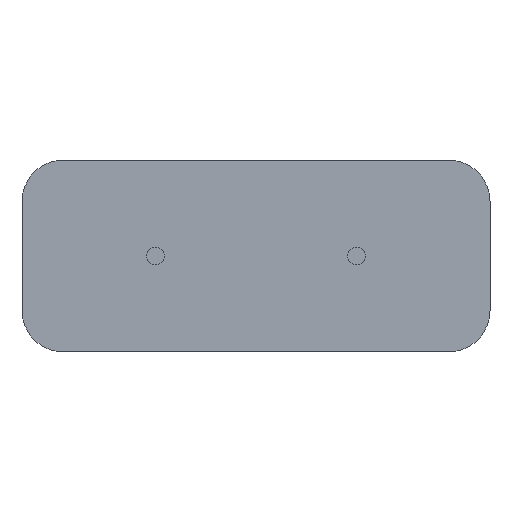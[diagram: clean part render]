
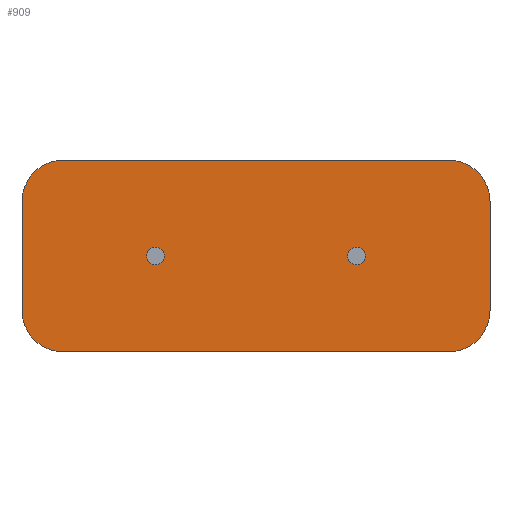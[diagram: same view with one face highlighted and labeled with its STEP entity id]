
A CAD part, front view. The second image highlights one B-rep face of the part: STEP entity #909.
In plain terms, the highlighted planar face has unit normal (0, -1, 0).
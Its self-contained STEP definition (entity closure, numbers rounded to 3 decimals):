
#4 = CARTESIAN_POINT ( 'NONE',  ( -2.44, 0., 0. ) ) ;
#19 = CARTESIAN_POINT ( 'NONE',  ( 0., 0., 0. ) ) ;
#23 = CIRCLE ( 'NONE', #822, 0.215 ) ;
#42 = VERTEX_POINT ( 'NONE', #918 ) ;
#49 = VECTOR ( 'NONE', #713, 1000. ) ;
#56 = EDGE_CURVE ( 'NONE', #939, #609, #23, .T. ) ;
#92 = CARTESIAN_POINT ( 'NONE',  ( -5.675, 0., 2.325 ) ) ;
#101 = FACE_BOUND ( 'NONE', #1109, .T. ) ;
#109 = CIRCLE ( 'NONE', #548, 0.215 ) ;
#124 = CIRCLE ( 'NONE', #227, 1. ) ;
#137 = EDGE_LOOP ( 'NONE', ( #679, #360, #237, #353, #412, #761, #626, #356 ) ) ;
#156 = VERTEX_POINT ( 'NONE', #438 ) ;
#161 = DIRECTION ( 'NONE',  ( 0., -1., 0. ) ) ;
#166 = AXIS2_PLACEMENT_3D ( 'NONE', #4, #881, #974 ) ;
#173 = DIRECTION ( 'NONE',  ( 0., 0., -1. ) ) ;
#177 = LINE ( 'NONE', #92, #1118 ) ;
#216 = DIRECTION ( 'NONE',  ( 0., -1., 0. ) ) ;
#227 = AXIS2_PLACEMENT_3D ( 'NONE', #348, #254, #1104 ) ;
#237 = ORIENTED_EDGE ( 'NONE', *, *, #398, .F. ) ;
#254 = DIRECTION ( 'NONE',  ( 0., -1., 0. ) ) ;
#276 = CARTESIAN_POINT ( 'NONE',  ( 5.675, 0., -1.325 ) ) ;
#296 = DIRECTION ( 'NONE',  ( 0., -1., 0. ) ) ;
#307 = LINE ( 'NONE', #468, #635 ) ;
#336 = CIRCLE ( 'NONE', #980, 1. ) ;
#340 = CIRCLE ( 'NONE', #766, 1. ) ;
#348 = CARTESIAN_POINT ( 'NONE',  ( 4.675, 0., 1.325 ) ) ;
#350 = VERTEX_POINT ( 'NONE', #1068 ) ;
#352 = CARTESIAN_POINT ( 'NONE',  ( -5.675, 0., 1.325 ) ) ;
#353 = ORIENTED_EDGE ( 'NONE', *, *, #968, .T. ) ;
#354 = DIRECTION ( 'NONE',  ( 0., 0., -1. ) ) ;
#356 = ORIENTED_EDGE ( 'NONE', *, *, #793, .T. ) ;
#360 = ORIENTED_EDGE ( 'NONE', *, *, #1050, .T. ) ;
#365 = DIRECTION ( 'NONE',  ( 1., 0., 0. ) ) ;
#377 = VECTOR ( 'NONE', #629, 1000. ) ;
#379 = EDGE_CURVE ( 'NONE', #695, #625, #340, .T. ) ;
#380 = EDGE_CURVE ( 'NONE', #612, #421, #524, .T. ) ;
#384 = FACE_BOUND ( 'NONE', #879, .T. ) ;
#398 = EDGE_CURVE ( 'NONE', #350, #587, #307, .T. ) ;
#412 = ORIENTED_EDGE ( 'NONE', *, *, #796, .F. ) ;
#416 = DIRECTION ( 'NONE',  ( 0., 0., -1. ) ) ;
#421 = VERTEX_POINT ( 'NONE', #654 ) ;
#438 = CARTESIAN_POINT ( 'NONE',  ( -2.44, 0., 0.215 ) ) ;
#444 = CARTESIAN_POINT ( 'NONE',  ( 4.675, 0., -2.325 ) ) ;
#446 = DIRECTION ( 'NONE',  ( 0., 0., -1. ) ) ;
#468 = CARTESIAN_POINT ( 'NONE',  ( 5.675, 0., 2.325 ) ) ;
#486 = DIRECTION ( 'NONE',  ( 0., 0., -1. ) ) ;
#487 = AXIS2_PLACEMENT_3D ( 'NONE', #854, #583, #416 ) ;
#513 = CARTESIAN_POINT ( 'NONE',  ( -4.675, 0., -1.325 ) ) ;
#524 = LINE ( 'NONE', #1137, #49 ) ;
#548 = AXIS2_PLACEMENT_3D ( 'NONE', #603, #161, #354 ) ;
#571 = EDGE_CURVE ( 'NONE', #1098, #156, #729, .T. ) ;
#579 = ORIENTED_EDGE ( 'NONE', *, *, #56, .F. ) ;
#581 = CARTESIAN_POINT ( 'NONE',  ( 4.675, 0., -1.325 ) ) ;
#583 = DIRECTION ( 'NONE',  ( 0., -1., 0. ) ) ;
#587 = VERTEX_POINT ( 'NONE', #276 ) ;
#603 = CARTESIAN_POINT ( 'NONE',  ( 2.44, 0., 0. ) ) ;
#609 = VERTEX_POINT ( 'NONE', #1144 ) ;
#611 = CARTESIAN_POINT ( 'NONE',  ( 2.44, 0., -0.215 ) ) ;
#612 = VERTEX_POINT ( 'NONE', #444 ) ;
#622 = EDGE_CURVE ( 'NONE', #42, #625, #1046, .T. ) ;
#625 = VERTEX_POINT ( 'NONE', #352 ) ;
#626 = ORIENTED_EDGE ( 'NONE', *, *, #622, .F. ) ;
#629 = DIRECTION ( 'NONE',  ( 0., 0., 1. ) ) ;
#635 = VECTOR ( 'NONE', #486, 1000. ) ;
#641 = CARTESIAN_POINT ( 'NONE',  ( -4.675, 0., 1.325 ) ) ;
#654 = CARTESIAN_POINT ( 'NONE',  ( -4.675, 0., -2.325 ) ) ;
#679 = ORIENTED_EDGE ( 'NONE', *, *, #380, .F. ) ;
#695 = VERTEX_POINT ( 'NONE', #997 ) ;
#713 = DIRECTION ( 'NONE',  ( -1., 0., 0. ) ) ;
#727 = DIRECTION ( 'NONE',  ( 0., -1., 0. ) ) ;
#728 = CIRCLE ( 'NONE', #875, 1. ) ;
#729 = CIRCLE ( 'NONE', #166, 0.215 ) ;
#740 = EDGE_CURVE ( 'NONE', #156, #1098, #1065, .T. ) ;
#761 = ORIENTED_EDGE ( 'NONE', *, *, #379, .T. ) ;
#766 = AXIS2_PLACEMENT_3D ( 'NONE', #641, #727, #446 ) ;
#791 = CARTESIAN_POINT ( 'NONE',  ( 4.675, 0., 2.325 ) ) ;
#793 = EDGE_CURVE ( 'NONE', #42, #421, #336, .T. ) ;
#796 = EDGE_CURVE ( 'NONE', #695, #882, #177, .T. ) ;
#822 = AXIS2_PLACEMENT_3D ( 'NONE', #1073, #216, #923 ) ;
#854 = CARTESIAN_POINT ( 'NONE',  ( -2.44, 0., 0. ) ) ;
#875 = AXIS2_PLACEMENT_3D ( 'NONE', #581, #1090, #933 ) ;
#879 = EDGE_LOOP ( 'NONE', ( #904, #1044 ) ) ;
#881 = DIRECTION ( 'NONE',  ( 0., -1., 0. ) ) ;
#882 = VERTEX_POINT ( 'NONE', #791 ) ;
#904 = ORIENTED_EDGE ( 'NONE', *, *, #740, .F. ) ;
#909 = ADVANCED_FACE ( 'NONE', ( #101, #384, #1006 ), #986, .T. ) ;
#918 = CARTESIAN_POINT ( 'NONE',  ( -5.675, 0., -1.325 ) ) ;
#923 = DIRECTION ( 'NONE',  ( 0., 0., -1. ) ) ;
#931 = ORIENTED_EDGE ( 'NONE', *, *, #1057, .F. ) ;
#933 = DIRECTION ( 'NONE',  ( 0., 0., -1. ) ) ;
#939 = VERTEX_POINT ( 'NONE', #611 ) ;
#961 = DIRECTION ( 'NONE',  ( 0., -1., 0. ) ) ;
#968 = EDGE_CURVE ( 'NONE', #350, #882, #124, .T. ) ;
#970 = CARTESIAN_POINT ( 'NONE',  ( -5.675, 0., 2.325 ) ) ;
#972 = CARTESIAN_POINT ( 'NONE',  ( -2.44, 0., -0.215 ) ) ;
#974 = DIRECTION ( 'NONE',  ( 0., 0., -1. ) ) ;
#980 = AXIS2_PLACEMENT_3D ( 'NONE', #513, #961, #173 ) ;
#986 = PLANE ( 'NONE',  #1142 ) ;
#997 = CARTESIAN_POINT ( 'NONE',  ( -4.675, 0., 2.325 ) ) ;
#1006 = FACE_OUTER_BOUND ( 'NONE', #137, .T. ) ;
#1044 = ORIENTED_EDGE ( 'NONE', *, *, #571, .F. ) ;
#1046 = LINE ( 'NONE', #970, #377 ) ;
#1050 = EDGE_CURVE ( 'NONE', #612, #587, #728, .T. ) ;
#1057 = EDGE_CURVE ( 'NONE', #609, #939, #109, .T. ) ;
#1065 = CIRCLE ( 'NONE', #487, 0.215 ) ;
#1068 = CARTESIAN_POINT ( 'NONE',  ( 5.675, 0., 1.325 ) ) ;
#1071 = DIRECTION ( 'NONE',  ( 0., 0., -1. ) ) ;
#1073 = CARTESIAN_POINT ( 'NONE',  ( 2.44, 0., 0. ) ) ;
#1090 = DIRECTION ( 'NONE',  ( 0., -1., 0. ) ) ;
#1098 = VERTEX_POINT ( 'NONE', #972 ) ;
#1104 = DIRECTION ( 'NONE',  ( 0., 0., -1. ) ) ;
#1109 = EDGE_LOOP ( 'NONE', ( #931, #579 ) ) ;
#1118 = VECTOR ( 'NONE', #365, 1000. ) ;
#1137 = CARTESIAN_POINT ( 'NONE',  ( -5.675, 0., -2.325 ) ) ;
#1142 = AXIS2_PLACEMENT_3D ( 'NONE', #19, #296, #1071 ) ;
#1144 = CARTESIAN_POINT ( 'NONE',  ( 2.44, 0., 0.215 ) ) ;
